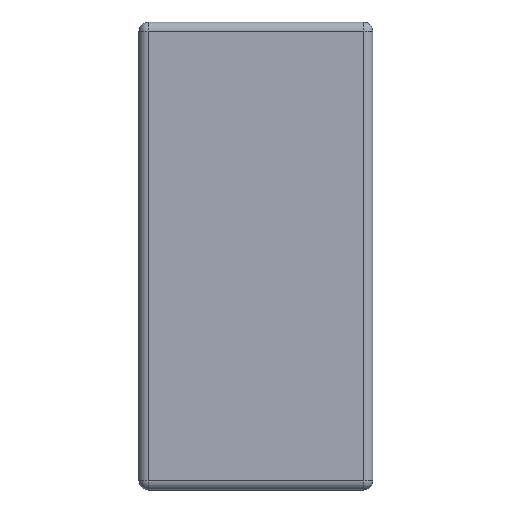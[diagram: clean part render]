
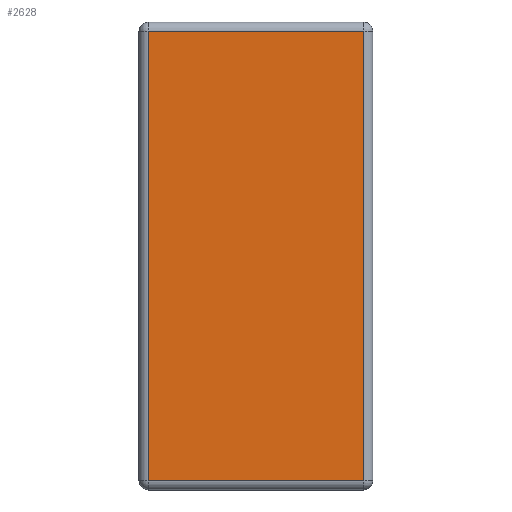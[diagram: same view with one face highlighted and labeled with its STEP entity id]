
A CAD part, left-side view. The second image highlights one B-rep face of the part: STEP entity #2628.
In plain terms, the highlighted planar face has unit normal (-1, 0, 0).
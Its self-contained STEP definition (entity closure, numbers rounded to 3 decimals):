
#53 = VECTOR ( 'NONE', #1186, 1000. ) ;
#211 = EDGE_CURVE ( 'NONE', #3079, #2071, #1148, .T. ) ;
#303 = LINE ( 'NONE', #2428, #817 ) ;
#375 = ORIENTED_EDGE ( 'NONE', *, *, #724, .T. ) ;
#449 = CARTESIAN_POINT ( 'NONE',  ( -1.6, 1.2, -1.25 ) ) ;
#511 = EDGE_LOOP ( 'NONE', ( #967, #2228, #642, #375 ) ) ;
#642 = ORIENTED_EDGE ( 'NONE', *, *, #1455, .T. ) ;
#724 = EDGE_CURVE ( 'NONE', #1241, #3079, #2993, .T. ) ;
#732 = VERTEX_POINT ( 'NONE', #1693 ) ;
#792 = DIRECTION ( 'NONE',  ( 0., 1., 0. ) ) ;
#817 = VECTOR ( 'NONE', #792, 1000. ) ;
#967 = ORIENTED_EDGE ( 'NONE', *, *, #211, .T. ) ;
#1047 = DIRECTION ( 'NONE',  ( 0., 0., 1. ) ) ;
#1148 = LINE ( 'NONE', #2305, #1677 ) ;
#1186 = DIRECTION ( 'NONE',  ( 0., 0., -1. ) ) ;
#1241 = VERTEX_POINT ( 'NONE', #2730 ) ;
#1455 = EDGE_CURVE ( 'NONE', #732, #1241, #303, .T. ) ;
#1461 = PLANE ( 'NONE',  #2579 ) ;
#1677 = VECTOR ( 'NONE', #2995, 1000. ) ;
#1693 = CARTESIAN_POINT ( 'NONE',  ( -1.6, 0.05, 1.2 ) ) ;
#1722 = CARTESIAN_POINT ( 'NONE',  ( -1.6, 3.91, -1.25 ) ) ;
#1751 = DIRECTION ( 'NONE',  ( 0., 0., -1. ) ) ;
#2071 = VERTEX_POINT ( 'NONE', #2387 ) ;
#2175 = EDGE_CURVE ( 'NONE', #2071, #732, #2900, .T. ) ;
#2228 = ORIENTED_EDGE ( 'NONE', *, *, #2175, .T. ) ;
#2305 = CARTESIAN_POINT ( 'NONE',  ( -1.6, 3.91, -1.2 ) ) ;
#2387 = CARTESIAN_POINT ( 'NONE',  ( -1.6, 0.05, -1.2 ) ) ;
#2428 = CARTESIAN_POINT ( 'NONE',  ( -1.6, 3.91, 1.2 ) ) ;
#2470 = DIRECTION ( 'NONE',  ( 1., 0., 0. ) ) ;
#2579 = AXIS2_PLACEMENT_3D ( 'NONE', #1722, #2470, #1751 ) ;
#2628 = ADVANCED_FACE ( 'NONE', ( #2662 ), #1461, .F. ) ;
#2662 = FACE_OUTER_BOUND ( 'NONE', #511, .T. ) ;
#2665 = CARTESIAN_POINT ( 'NONE',  ( -1.6, 0.05, -1.25 ) ) ;
#2716 = VECTOR ( 'NONE', #1047, 1000. ) ;
#2730 = CARTESIAN_POINT ( 'NONE',  ( -1.6, 1.2, 1.2 ) ) ;
#2900 = LINE ( 'NONE', #2665, #2716 ) ;
#2993 = LINE ( 'NONE', #449, #53 ) ;
#2995 = DIRECTION ( 'NONE',  ( 0., -1., 0. ) ) ;
#2996 = CARTESIAN_POINT ( 'NONE',  ( -1.6, 1.2, -1.2 ) ) ;
#3079 = VERTEX_POINT ( 'NONE', #2996 ) ;
